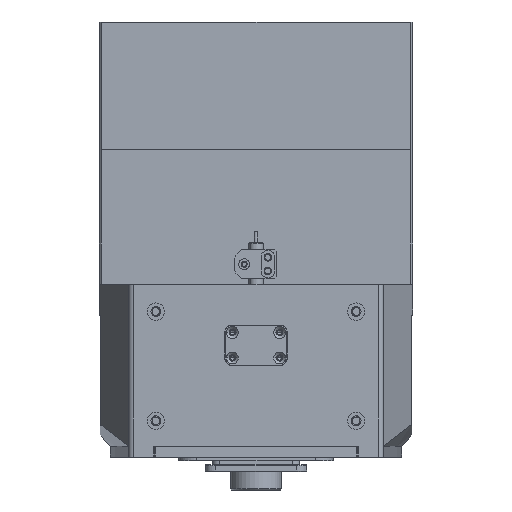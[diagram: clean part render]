
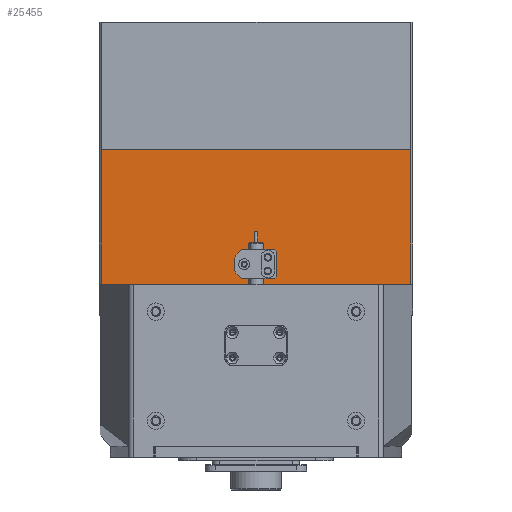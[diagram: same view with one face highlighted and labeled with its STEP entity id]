
A CAD part, left-side view. The second image highlights one B-rep face of the part: STEP entity #25455.
In plain terms, the highlighted planar face has unit normal (-1, 0, 0).
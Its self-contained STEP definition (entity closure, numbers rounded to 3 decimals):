
#32 = EDGE_CURVE ( 'NONE', #32725, #14469, #9156, .T. ) ;
#179 = DIRECTION ( 'NONE',  ( 0., 0., -1. ) ) ;
#371 = LINE ( 'NONE', #52214, #21268 ) ;
#535 = CARTESIAN_POINT ( 'NONE',  ( -166.809, -0.533, 421.1 ) ) ;
#539 = VERTEX_POINT ( 'NONE', #15984 ) ;
#1119 = DIRECTION ( 'NONE',  ( 0., 0., -1. ) ) ;
#1693 = ORIENTED_EDGE ( 'NONE', *, *, #23865, .T. ) ;
#1905 = EDGE_LOOP ( 'NONE', ( #40944, #50154 ) ) ;
#2632 = DIRECTION ( 'NONE',  ( 0., 0., -1. ) ) ;
#3147 = VECTOR ( 'NONE', #21836, 1000. ) ;
#3571 = FACE_BOUND ( 'NONE', #46402, .T. ) ;
#3661 = LINE ( 'NONE', #45328, #51736 ) ;
#4810 = FACE_BOUND ( 'NONE', #16504, .T. ) ;
#6441 = EDGE_CURVE ( 'NONE', #30666, #20036, #371, .T. ) ;
#6781 = AXIS2_PLACEMENT_3D ( 'NONE', #18385, #42996, #23001 ) ;
#7780 = CARTESIAN_POINT ( 'NONE',  ( -166.809, 5.967, 490. ) ) ;
#8059 = VECTOR ( 'NONE', #16196, 1000. ) ;
#9156 = CIRCLE ( 'NONE', #9551, 2.15 ) ;
#9459 = CARTESIAN_POINT ( 'NONE',  ( -166.809, -79.033, 416. ) ) ;
#9551 = AXIS2_PLACEMENT_3D ( 'NONE', #36903, #21183, #12506 ) ;
#10026 = EDGE_CURVE ( 'NONE', #14469, #32725, #31425, .T. ) ;
#11898 = CIRCLE ( 'NONE', #18273, 1.65 ) ;
#12413 = FACE_BOUND ( 'NONE', #1905, .T. ) ;
#12506 = DIRECTION ( 'NONE',  ( 0., 0., -1. ) ) ;
#12509 = ORIENTED_EDGE ( 'NONE', *, *, #6441, .F. ) ;
#14408 = LINE ( 'NONE', #7780, #8059 ) ;
#14469 = VERTEX_POINT ( 'NONE', #23210 ) ;
#15244 = ORIENTED_EDGE ( 'NONE', *, *, #48803, .T. ) ;
#15984 = CARTESIAN_POINT ( 'NONE',  ( -166.809, 90.967, 490. ) ) ;
#16196 = DIRECTION ( 'NONE',  ( 0., 1., 0. ) ) ;
#16504 = EDGE_LOOP ( 'NONE', ( #46214, #35913 ) ) ;
#17186 = DIRECTION ( 'NONE',  ( 0., 0., -1. ) ) ;
#18273 = AXIS2_PLACEMENT_3D ( 'NONE', #51236, #50891, #47524 ) ;
#18385 = CARTESIAN_POINT ( 'NONE',  ( -166.809, 12.467, 427. ) ) ;
#18666 = DIRECTION ( 'NONE',  ( 1., 0., 0. ) ) ;
#18688 = EDGE_CURVE ( 'NONE', #30456, #47104, #22463, .T. ) ;
#18722 = DIRECTION ( 'NONE',  ( 1., 0., 0. ) ) ;
#18840 = DIRECTION ( 'NONE',  ( 0., 0., -1. ) ) ;
#19375 = EDGE_CURVE ( 'NONE', #47104, #30456, #47685, .T. ) ;
#20036 = VERTEX_POINT ( 'NONE', #25546 ) ;
#20095 = VERTEX_POINT ( 'NONE', #42018 ) ;
#21183 = DIRECTION ( 'NONE',  ( 1., 0., 0. ) ) ;
#21268 = VECTOR ( 'NONE', #44240, 1000. ) ;
#21836 = DIRECTION ( 'NONE',  ( 0., 0., 1. ) ) ;
#22350 = CARTESIAN_POINT ( 'NONE',  ( -166.809, 12.467, 425.35 ) ) ;
#22463 = CIRCLE ( 'NONE', #28657, 2.15 ) ;
#22804 = EDGE_LOOP ( 'NONE', ( #12509, #15244, #34913, #1693 ) ) ;
#23001 = DIRECTION ( 'NONE',  ( 0., 0., -1. ) ) ;
#23210 = CARTESIAN_POINT ( 'NONE',  ( -166.809, -0.533, 425.4 ) ) ;
#23865 = EDGE_CURVE ( 'NONE', #539, #20036, #3661, .T. ) ;
#24365 = CARTESIAN_POINT ( 'NONE',  ( -166.809, -0.533, 430.75 ) ) ;
#25336 = AXIS2_PLACEMENT_3D ( 'NONE', #24365, #28985, #179 ) ;
#25455 = ADVANCED_FACE ( 'NONE', ( #4810, #12413, #3571, #46569 ), #39192, .F. ) ;
#25546 = CARTESIAN_POINT ( 'NONE',  ( -166.809, 90.967, 416. ) ) ;
#26519 = LINE ( 'NONE', #30492, #3147 ) ;
#28371 = ORIENTED_EDGE ( 'NONE', *, *, #10026, .T. ) ;
#28657 = AXIS2_PLACEMENT_3D ( 'NONE', #41053, #45462, #1119 ) ;
#28985 = DIRECTION ( 'NONE',  ( 1., 0., 0. ) ) ;
#29138 = VERTEX_POINT ( 'NONE', #22350 ) ;
#30456 = VERTEX_POINT ( 'NONE', #52113 ) ;
#30492 = CARTESIAN_POINT ( 'NONE',  ( -166.809, -79.033, 416. ) ) ;
#30666 = VERTEX_POINT ( 'NONE', #9459 ) ;
#31425 = CIRCLE ( 'NONE', #48016, 2.15 ) ;
#32725 = VERTEX_POINT ( 'NONE', #535 ) ;
#34741 = CARTESIAN_POINT ( 'NONE',  ( -166.809, -94.033, 416. ) ) ;
#34913 = ORIENTED_EDGE ( 'NONE', *, *, #49817, .T. ) ;
#35913 = ORIENTED_EDGE ( 'NONE', *, *, #41046, .T. ) ;
#36351 = AXIS2_PLACEMENT_3D ( 'NONE', #34741, #18666, #18840 ) ;
#36903 = CARTESIAN_POINT ( 'NONE',  ( -166.809, -0.533, 423.25 ) ) ;
#39192 = PLANE ( 'NONE',  #36351 ) ;
#39317 = CIRCLE ( 'NONE', #6781, 1.65 ) ;
#39655 = CARTESIAN_POINT ( 'NONE',  ( -166.809, -0.533, 432.9 ) ) ;
#40944 = ORIENTED_EDGE ( 'NONE', *, *, #19375, .T. ) ;
#41046 = EDGE_CURVE ( 'NONE', #29138, #20095, #11898, .T. ) ;
#41053 = CARTESIAN_POINT ( 'NONE',  ( -166.809, -0.533, 430.75 ) ) ;
#42018 = CARTESIAN_POINT ( 'NONE',  ( -166.809, 12.467, 428.65 ) ) ;
#42977 = CARTESIAN_POINT ( 'NONE',  ( -166.809, -0.533, 423.25 ) ) ;
#42996 = DIRECTION ( 'NONE',  ( 1., 0., 0. ) ) ;
#43688 = CARTESIAN_POINT ( 'NONE',  ( -166.809, -79.033, 490. ) ) ;
#44240 = DIRECTION ( 'NONE',  ( 0., 1., 0. ) ) ;
#45328 = CARTESIAN_POINT ( 'NONE',  ( -166.809, 90.967, 416. ) ) ;
#45462 = DIRECTION ( 'NONE',  ( 1., 0., 0. ) ) ;
#46214 = ORIENTED_EDGE ( 'NONE', *, *, #51764, .T. ) ;
#46402 = EDGE_LOOP ( 'NONE', ( #28371, #49232 ) ) ;
#46569 = FACE_OUTER_BOUND ( 'NONE', #22804, .T. ) ;
#47104 = VERTEX_POINT ( 'NONE', #39655 ) ;
#47524 = DIRECTION ( 'NONE',  ( 0., 0., -1. ) ) ;
#47685 = CIRCLE ( 'NONE', #25336, 2.15 ) ;
#48016 = AXIS2_PLACEMENT_3D ( 'NONE', #42977, #18722, #2632 ) ;
#48803 = EDGE_CURVE ( 'NONE', #30666, #51876, #26519, .T. ) ;
#49232 = ORIENTED_EDGE ( 'NONE', *, *, #32, .T. ) ;
#49817 = EDGE_CURVE ( 'NONE', #51876, #539, #14408, .T. ) ;
#50154 = ORIENTED_EDGE ( 'NONE', *, *, #18688, .T. ) ;
#50891 = DIRECTION ( 'NONE',  ( 1., 0., 0. ) ) ;
#51236 = CARTESIAN_POINT ( 'NONE',  ( -166.809, 12.467, 427. ) ) ;
#51736 = VECTOR ( 'NONE', #17186, 1000. ) ;
#51764 = EDGE_CURVE ( 'NONE', #20095, #29138, #39317, .T. ) ;
#51876 = VERTEX_POINT ( 'NONE', #43688 ) ;
#52113 = CARTESIAN_POINT ( 'NONE',  ( -166.809, -0.533, 428.6 ) ) ;
#52214 = CARTESIAN_POINT ( 'NONE',  ( -166.809, -94.033, 416. ) ) ;
